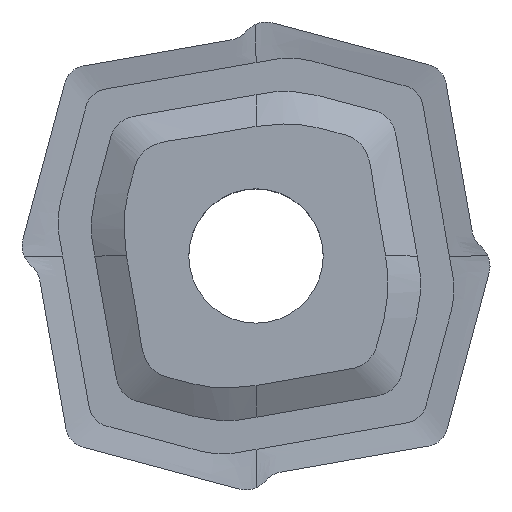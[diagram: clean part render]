
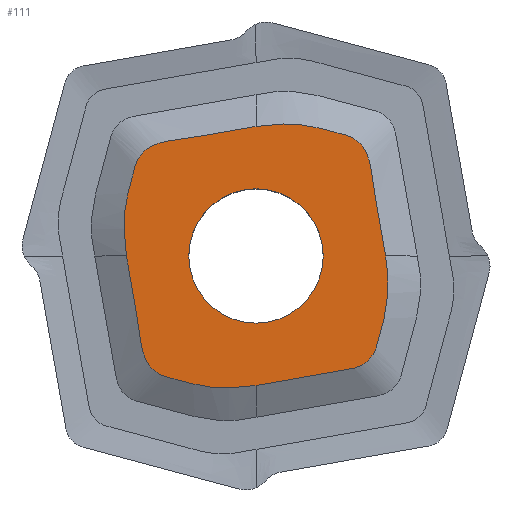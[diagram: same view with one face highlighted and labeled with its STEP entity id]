
A CAD part, top view. The second image highlights one B-rep face of the part: STEP entity #111.
In plain terms, the highlighted planar face has unit normal (0, 0, 1).
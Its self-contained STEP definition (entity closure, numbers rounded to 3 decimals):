
#51=CIRCLE('',#902,1.4);
#53=FACE_BOUND('',#197,.T.);
#54=FACE_BOUND('',#198,.T.);
#111=ADVANCED_FACE('',(#53,#54),#136,.T.);
#136=PLANE('',#903);
#197=EDGE_LOOP('',(#315,#316,#317,#318));
#198=EDGE_LOOP('',(#319));
#315=ORIENTED_EDGE('',*,*,#561,.T.);
#316=ORIENTED_EDGE('',*,*,#562,.F.);
#317=ORIENTED_EDGE('',*,*,#563,.F.);
#318=ORIENTED_EDGE('',*,*,#564,.F.);
#319=ORIENTED_EDGE('',*,*,#565,.T.);
#469=VERTEX_POINT('',#1641);
#470=VERTEX_POINT('',#1642);
#471=VERTEX_POINT('',#1665);
#472=VERTEX_POINT('',#1688);
#473=VERTEX_POINT('',#1712);
#561=EDGE_CURVE('',#469,#470,#840,.T.);
#562=EDGE_CURVE('',#471,#470,#841,.T.);
#563=EDGE_CURVE('',#472,#471,#842,.T.);
#564=EDGE_CURVE('',#469,#472,#843,.T.);
#565=EDGE_CURVE('',#473,#473,#51,.T.);
#840=B_SPLINE_CURVE_WITH_KNOTS('',3,(#1616,#1617,#1618,#1619,#1620,#1621,
#1622,#1623,#1624,#1625,#1626,#1627,#1628,#1629,#1630,#1631,#1632,#1633,
#1634,#1635,#1636,#1637,#1638,#1639,#1640),.UNSPECIFIED.,.F.,.F.,(4,3,3,
3,3,3,3,3,4),(0.,0.371,0.441,0.49,0.539,
0.588,0.776,0.966,1.),.UNSPECIFIED.);
#841=B_SPLINE_CURVE_WITH_KNOTS('',3,(#1643,#1644,#1645,#1646,#1647,#1648,
#1649,#1650,#1651,#1652,#1653,#1654,#1655,#1656,#1657,#1658,#1659,#1660,
#1661,#1662,#1663,#1664),.UNSPECIFIED.,.F.,.F.,(4,3,3,3,3,3,3,4),(0.,0.243,
0.372,0.434,0.481,0.527,0.716,
1.),.UNSPECIFIED.);
#842=B_SPLINE_CURVE_WITH_KNOTS('',3,(#1666,#1667,#1668,#1669,#1670,#1671,
#1672,#1673,#1674,#1675,#1676,#1677,#1678,#1679,#1680,#1681,#1682,#1683,
#1684,#1685,#1686,#1687),.UNSPECIFIED.,.F.,.F.,(4,3,3,3,3,3,3,4),(0.,0.243,
0.372,0.434,0.481,0.527,
0.716,1.),.UNSPECIFIED.);
#843=B_SPLINE_CURVE_WITH_KNOTS('',3,(#1689,#1690,#1691,#1692,#1693,#1694,
#1695,#1696,#1697,#1698,#1699,#1700,#1701,#1702,#1703,#1704,#1705,#1706,
#1707,#1708,#1709,#1710),.UNSPECIFIED.,.F.,.F.,(4,3,3,3,3,3,3,4),(0.,0.243,
0.372,0.434,0.481,0.527,
0.716,1.),.UNSPECIFIED.);
#902=AXIS2_PLACEMENT_3D('',#1711,#1025,#1026);
#903=AXIS2_PLACEMENT_3D('',#1713,#1027,#1028);
#1025=DIRECTION('',(0.,0.,-1.));
#1026=DIRECTION('',(1.,0.,0.));
#1027=DIRECTION('',(0.,0.,1.));
#1028=DIRECTION('',(1.,0.,0.));
#1616=CARTESIAN_POINT('',(0.,-2.699,0.));
#1617=CARTESIAN_POINT('',(0.57,-2.599,0.));
#1618=CARTESIAN_POINT('',(1.14,-2.5,0.));
#1619=CARTESIAN_POINT('',(1.71,-2.398,0.));
#1620=CARTESIAN_POINT('',(1.818,-2.378,0.));
#1621=CARTESIAN_POINT('',(1.927,-2.365,0.));
#1622=CARTESIAN_POINT('',(2.034,-2.339,0.));
#1623=CARTESIAN_POINT('',(2.107,-2.321,0.));
#1624=CARTESIAN_POINT('',(2.178,-2.292,0.));
#1625=CARTESIAN_POINT('',(2.241,-2.25,0.));
#1626=CARTESIAN_POINT('',(2.304,-2.209,0.));
#1627=CARTESIAN_POINT('',(2.361,-2.156,0.));
#1628=CARTESIAN_POINT('',(2.407,-2.096,0.));
#1629=CARTESIAN_POINT('',(2.453,-2.037,0.));
#1630=CARTESIAN_POINT('',(2.487,-1.967,0.));
#1631=CARTESIAN_POINT('',(2.51,-1.896,0.));
#1632=CARTESIAN_POINT('',(2.6,-1.617,0.));
#1633=CARTESIAN_POINT('',(2.675,-1.332,0.));
#1634=CARTESIAN_POINT('',(2.718,-1.043,0.));
#1635=CARTESIAN_POINT('',(2.761,-0.752,0.));
#1636=CARTESIAN_POINT('',(2.764,-0.451,0.));
#1637=CARTESIAN_POINT('',(2.724,-0.159,0.));
#1638=CARTESIAN_POINT('',(2.716,-0.106,0.));
#1639=CARTESIAN_POINT('',(2.708,-0.053,0.));
#1640=CARTESIAN_POINT('',(2.699,0.,0.));
#1641=CARTESIAN_POINT('',(0.,-2.699,0.));
#1642=CARTESIAN_POINT('',(2.699,0.,0.));
#1643=CARTESIAN_POINT('',(0.,2.699,0.));
#1644=CARTESIAN_POINT('',(0.371,2.762,0.));
#1645=CARTESIAN_POINT('',(0.758,2.769,0.));
#1646=CARTESIAN_POINT('',(1.128,2.704,0.));
#1647=CARTESIAN_POINT('',(1.329,2.668,0.));
#1648=CARTESIAN_POINT('',(1.525,2.609,0.));
#1649=CARTESIAN_POINT('',(1.722,2.558,0.));
#1650=CARTESIAN_POINT('',(1.815,2.534,0.));
#1651=CARTESIAN_POINT('',(1.911,2.513,0.));
#1652=CARTESIAN_POINT('',(1.997,2.47,0.));
#1653=CARTESIAN_POINT('',(2.062,2.437,0.));
#1654=CARTESIAN_POINT('',(2.122,2.391,0.));
#1655=CARTESIAN_POINT('',(2.173,2.338,0.));
#1656=CARTESIAN_POINT('',(2.224,2.285,0.));
#1657=CARTESIAN_POINT('',(2.267,2.224,0.));
#1658=CARTESIAN_POINT('',(2.297,2.157,0.));
#1659=CARTESIAN_POINT('',(2.418,1.891,0.));
#1660=CARTESIAN_POINT('',(2.42,1.586,0.));
#1661=CARTESIAN_POINT('',(2.47,1.299,0.));
#1662=CARTESIAN_POINT('',(2.546,0.866,0.));
#1663=CARTESIAN_POINT('',(2.623,0.433,0.));
#1664=CARTESIAN_POINT('',(2.699,0.,0.));
#1665=CARTESIAN_POINT('',(0.,2.699,0.));
#1666=CARTESIAN_POINT('',(-2.699,0.,0.));
#1667=CARTESIAN_POINT('',(-2.762,0.371,0.));
#1668=CARTESIAN_POINT('',(-2.769,0.758,0.));
#1669=CARTESIAN_POINT('',(-2.704,1.128,0.));
#1670=CARTESIAN_POINT('',(-2.668,1.329,0.));
#1671=CARTESIAN_POINT('',(-2.609,1.525,0.));
#1672=CARTESIAN_POINT('',(-2.558,1.722,0.));
#1673=CARTESIAN_POINT('',(-2.534,1.815,0.));
#1674=CARTESIAN_POINT('',(-2.513,1.911,0.));
#1675=CARTESIAN_POINT('',(-2.47,1.997,0.));
#1676=CARTESIAN_POINT('',(-2.437,2.062,0.));
#1677=CARTESIAN_POINT('',(-2.391,2.122,0.));
#1678=CARTESIAN_POINT('',(-2.338,2.173,0.));
#1679=CARTESIAN_POINT('',(-2.285,2.224,0.));
#1680=CARTESIAN_POINT('',(-2.224,2.267,0.));
#1681=CARTESIAN_POINT('',(-2.157,2.297,0.));
#1682=CARTESIAN_POINT('',(-1.891,2.418,0.));
#1683=CARTESIAN_POINT('',(-1.586,2.42,0.));
#1684=CARTESIAN_POINT('',(-1.299,2.47,0.));
#1685=CARTESIAN_POINT('',(-0.866,2.546,0.));
#1686=CARTESIAN_POINT('',(-0.433,2.623,0.));
#1687=CARTESIAN_POINT('',(0.,2.699,0.));
#1688=CARTESIAN_POINT('',(-2.699,0.,0.));
#1689=CARTESIAN_POINT('',(0.,-2.699,0.));
#1690=CARTESIAN_POINT('',(-0.371,-2.762,0.));
#1691=CARTESIAN_POINT('',(-0.758,-2.769,0.));
#1692=CARTESIAN_POINT('',(-1.128,-2.704,0.));
#1693=CARTESIAN_POINT('',(-1.329,-2.668,0.));
#1694=CARTESIAN_POINT('',(-1.525,-2.609,0.));
#1695=CARTESIAN_POINT('',(-1.722,-2.558,0.));
#1696=CARTESIAN_POINT('',(-1.815,-2.534,0.));
#1697=CARTESIAN_POINT('',(-1.911,-2.513,0.));
#1698=CARTESIAN_POINT('',(-1.997,-2.47,0.));
#1699=CARTESIAN_POINT('',(-2.062,-2.437,0.));
#1700=CARTESIAN_POINT('',(-2.122,-2.391,0.));
#1701=CARTESIAN_POINT('',(-2.173,-2.338,0.));
#1702=CARTESIAN_POINT('',(-2.224,-2.285,0.));
#1703=CARTESIAN_POINT('',(-2.267,-2.224,0.));
#1704=CARTESIAN_POINT('',(-2.297,-2.157,0.));
#1705=CARTESIAN_POINT('',(-2.418,-1.891,0.));
#1706=CARTESIAN_POINT('',(-2.42,-1.586,0.));
#1707=CARTESIAN_POINT('',(-2.47,-1.299,0.));
#1708=CARTESIAN_POINT('',(-2.546,-0.866,0.));
#1709=CARTESIAN_POINT('',(-2.623,-0.433,0.));
#1710=CARTESIAN_POINT('',(-2.699,0.,0.));
#1711=CARTESIAN_POINT('',(0.,0.,0.));
#1712=CARTESIAN_POINT('',(1.4,0.,0.));
#1713=CARTESIAN_POINT('',(3.492,-3.455,0.));
